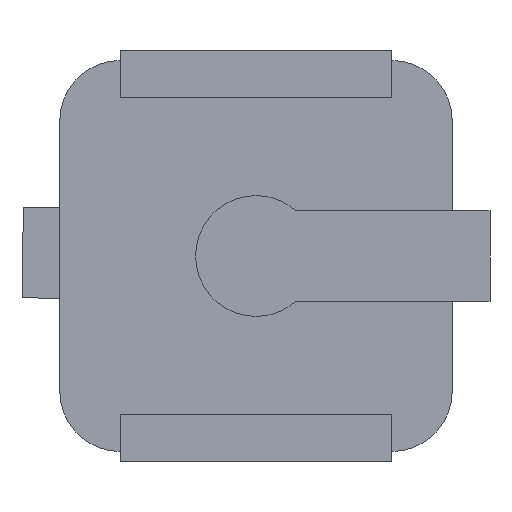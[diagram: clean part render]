
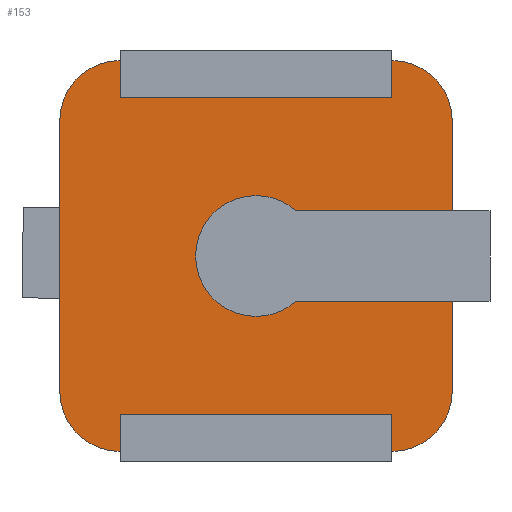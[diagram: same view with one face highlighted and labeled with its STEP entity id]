
A CAD part, front view. The second image highlights one B-rep face of the part: STEP entity #153.
In plain terms, the highlighted planar face has unit normal (0, -1, 0).
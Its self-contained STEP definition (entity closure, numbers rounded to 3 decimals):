
#94 = EDGE_CURVE ( 'NONE', #448, #438, #1355, .T. ) ;
#98 = EDGE_CURVE ( 'NONE', #443, #448, #1372, .T. ) ;
#109 = EDGE_CURVE ( 'NONE', #435, #386, #607, .T. ) ;
#110 = EDGE_CURVE ( 'NONE', #387, #386, #608, .T. ) ;
#111 = EDGE_CURVE ( 'NONE', #385, #435, #1391, .T. ) ;
#112 = EDGE_CURVE ( 'NONE', #434, #385, #609, .T. ) ;
#113 = EDGE_CURVE ( 'NONE', #392, #434, #610, .T. ) ;
#114 = EDGE_CURVE ( 'NONE', #401, #392, #611, .T. ) ;
#116 = EDGE_CURVE ( 'NONE', #389, #401, #1394, .T. ) ;
#117 = EDGE_CURVE ( 'NONE', #407, #393, #1389, .T. ) ;
#119 = EDGE_CURVE ( 'NONE', #393, #389, #614, .T. ) ;
#120 = EDGE_CURVE ( 'NONE', #394, #407, #615, .T. ) ;
#121 = EDGE_CURVE ( 'NONE', #396, #394, #616, .T. ) ;
#122 = EDGE_CURVE ( 'NONE', #396, #391, #617, .T. ) ;
#123 = EDGE_CURVE ( 'NONE', #390, #391, #1402, .T. ) ;
#124 = EDGE_CURVE ( 'NONE', #400, #390, #618, .T. ) ;
#125 = EDGE_CURVE ( 'NONE', #438, #400, #619, .T. ) ;
#126 = EDGE_CURVE ( 'NONE', #387, #443, #1410, .T. ) ;
#153 = ADVANCED_FACE ( 'NONE', ( #641 ), #1052, .T. ) ;
#376 = EDGE_LOOP ( 'NONE', ( #473, #475, #474, #476, #477, #478, #479, #480, #481, #482, #483, #484, #485, #486, #487, #488, #490, #489 ) ) ;
#385 = VERTEX_POINT ( 'NONE', #1201 ) ;
#386 = VERTEX_POINT ( 'NONE', #1202 ) ;
#387 = VERTEX_POINT ( 'NONE', #1197 ) ;
#389 = VERTEX_POINT ( 'NONE', #1206 ) ;
#390 = VERTEX_POINT ( 'NONE', #1242 ) ;
#391 = VERTEX_POINT ( 'NONE', #1213 ) ;
#392 = VERTEX_POINT ( 'NONE', #1208 ) ;
#393 = VERTEX_POINT ( 'NONE', #1209 ) ;
#394 = VERTEX_POINT ( 'NONE', #1210 ) ;
#396 = VERTEX_POINT ( 'NONE', #1205 ) ;
#400 = VERTEX_POINT ( 'NONE', #1212 ) ;
#401 = VERTEX_POINT ( 'NONE', #1216 ) ;
#407 = VERTEX_POINT ( 'NONE', #1222 ) ;
#434 = VERTEX_POINT ( 'NONE', #1250 ) ;
#435 = VERTEX_POINT ( 'NONE', #1260 ) ;
#438 = VERTEX_POINT ( 'NONE', #1253 ) ;
#443 = VERTEX_POINT ( 'NONE', #1259 ) ;
#448 = VERTEX_POINT ( 'NONE', #1263 ) ;
#473 = ORIENTED_EDGE ( 'NONE', *, *, #110, .T. ) ;
#474 = ORIENTED_EDGE ( 'NONE', *, *, #111, .F. ) ;
#475 = ORIENTED_EDGE ( 'NONE', *, *, #109, .F. ) ;
#476 = ORIENTED_EDGE ( 'NONE', *, *, #112, .F. ) ;
#477 = ORIENTED_EDGE ( 'NONE', *, *, #113, .F. ) ;
#478 = ORIENTED_EDGE ( 'NONE', *, *, #114, .F. ) ;
#479 = ORIENTED_EDGE ( 'NONE', *, *, #116, .F. ) ;
#480 = ORIENTED_EDGE ( 'NONE', *, *, #119, .F. ) ;
#481 = ORIENTED_EDGE ( 'NONE', *, *, #117, .F. ) ;
#482 = ORIENTED_EDGE ( 'NONE', *, *, #120, .F. ) ;
#483 = ORIENTED_EDGE ( 'NONE', *, *, #121, .F. ) ;
#484 = ORIENTED_EDGE ( 'NONE', *, *, #122, .T. ) ;
#485 = ORIENTED_EDGE ( 'NONE', *, *, #123, .F. ) ;
#486 = ORIENTED_EDGE ( 'NONE', *, *, #124, .F. ) ;
#487 = ORIENTED_EDGE ( 'NONE', *, *, #125, .F. ) ;
#488 = ORIENTED_EDGE ( 'NONE', *, *, #94, .F. ) ;
#489 = ORIENTED_EDGE ( 'NONE', *, *, #126, .F. ) ;
#490 = ORIENTED_EDGE ( 'NONE', *, *, #98, .F. ) ;
#607 = LINE ( 'NONE', #936, #1390 ) ;
#608 = LINE ( 'NONE', #939, #1392 ) ;
#609 = LINE ( 'NONE', #937, #1395 ) ;
#610 = LINE ( 'NONE', #945, #1396 ) ;
#611 = LINE ( 'NONE', #947, #1397 ) ;
#614 = LINE ( 'NONE', #962, #1404 ) ;
#615 = LINE ( 'NONE', #959, #1405 ) ;
#616 = LINE ( 'NONE', #964, #1406 ) ;
#617 = LINE ( 'NONE', #968, #1408 ) ;
#618 = LINE ( 'NONE', #971, #1411 ) ;
#619 = LINE ( 'NONE', #973, #1413 ) ;
#641 = FACE_OUTER_BOUND ( 'NONE', #376, .T. ) ;
#899 = DIRECTION ( 'NONE',  ( 0., 0., -1. ) ) ;
#900 = CARTESIAN_POINT ( 'NONE',  ( 0., 0., 0. ) ) ;
#907 = DIRECTION ( 'NONE',  ( 0., -1., 0. ) ) ;
#909 = CARTESIAN_POINT ( 'NONE',  ( 0., 0., 0. ) ) ;
#910 = DIRECTION ( 'NONE',  ( 0., -1., 0. ) ) ;
#911 = DIRECTION ( 'NONE',  ( 0., 0., -1. ) ) ;
#931 = DIRECTION ( 'NONE',  ( 0., 0., -1. ) ) ;
#936 = CARTESIAN_POINT ( 'NONE',  ( 1.3, 0., 0.895 ) ) ;
#937 = CARTESIAN_POINT ( 'NONE',  ( 0.9, 0., 1.364 ) ) ;
#939 = CARTESIAN_POINT ( 'NONE',  ( 0., 0., 0.3 ) ) ;
#940 = DIRECTION ( 'NONE',  ( 1., 0., 0. ) ) ;
#941 = CARTESIAN_POINT ( 'NONE',  ( 0.9, 0., 0.895 ) ) ;
#942 = DIRECTION ( 'NONE',  ( 0., 1., 0. ) ) ;
#943 = DIRECTION ( 'NONE',  ( 0., 0., -1. ) ) ;
#945 = CARTESIAN_POINT ( 'NONE',  ( -0.9, 0., 1.05 ) ) ;
#946 = DIRECTION ( 'NONE',  ( 1., 0., 0. ) ) ;
#947 = CARTESIAN_POINT ( 'NONE',  ( -0.9, 0., 1.364 ) ) ;
#948 = DIRECTION ( 'NONE',  ( 0., 0., -1. ) ) ;
#950 = DIRECTION ( 'NONE',  ( 0., 0., 1. ) ) ;
#951 = DIRECTION ( 'NONE',  ( 0., 1., 0. ) ) ;
#953 = CARTESIAN_POINT ( 'NONE',  ( -0.9, 0., 0.895 ) ) ;
#954 = DIRECTION ( 'NONE',  ( 0., 1., 0. ) ) ;
#955 = DIRECTION ( 'NONE',  ( 0., 0., 1. ) ) ;
#956 = CARTESIAN_POINT ( 'NONE',  ( -0.9, 0., -0.895 ) ) ;
#958 = DIRECTION ( 'NONE',  ( 0., 0., -1. ) ) ;
#959 = CARTESIAN_POINT ( 'NONE',  ( -0.9, 0., -1.05 ) ) ;
#962 = CARTESIAN_POINT ( 'NONE',  ( -1.3, 0., 0.895 ) ) ;
#963 = DIRECTION ( 'NONE',  ( 0., 0., 1. ) ) ;
#964 = CARTESIAN_POINT ( 'NONE',  ( -0.9, 0., -1.05 ) ) ;
#965 = DIRECTION ( 'NONE',  ( 0., 0., -1. ) ) ;
#966 = CARTESIAN_POINT ( 'NONE',  ( 0.9, 0., -0.895 ) ) ;
#967 = DIRECTION ( 'NONE',  ( -1., 0., 0. ) ) ;
#968 = CARTESIAN_POINT ( 'NONE',  ( 0.9, 0., 0.895 ) ) ;
#969 = DIRECTION ( 'NONE',  ( 0., 0., -1. ) ) ;
#970 = DIRECTION ( 'NONE',  ( 0., 1., 0. ) ) ;
#971 = CARTESIAN_POINT ( 'NONE',  ( 1.3, 0., 0.895 ) ) ;
#972 = DIRECTION ( 'NONE',  ( 0., 0., -1. ) ) ;
#973 = CARTESIAN_POINT ( 'NONE',  ( 0., 0., -0.3 ) ) ;
#974 = DIRECTION ( 'NONE',  ( 1., 0., 0. ) ) ;
#975 = DIRECTION ( 'NONE',  ( 0., 0., -1. ) ) ;
#976 = CARTESIAN_POINT ( 'NONE',  ( 0., 0., 0. ) ) ;
#978 = DIRECTION ( 'NONE',  ( 0., 0., -1. ) ) ;
#985 = DIRECTION ( 'NONE',  ( 0., -1., 0. ) ) ;
#1049 = DIRECTION ( 'NONE',  ( 0., 0., -1. ) ) ;
#1052 = PLANE ( 'NONE',  #1448 ) ;
#1053 = CARTESIAN_POINT ( 'NONE',  ( 0.9, 0., 0.895 ) ) ;
#1054 = DIRECTION ( 'NONE',  ( 0., -1., 0. ) ) ;
#1197 = CARTESIAN_POINT ( 'NONE',  ( 0.265, 0., 0.3 ) ) ;
#1201 = CARTESIAN_POINT ( 'NONE',  ( 0.9, 0., 1.295 ) ) ;
#1202 = CARTESIAN_POINT ( 'NONE',  ( 1.3, 0., 0.3 ) ) ;
#1205 = CARTESIAN_POINT ( 'NONE',  ( 0.9, 0., -1.05 ) ) ;
#1206 = CARTESIAN_POINT ( 'NONE',  ( -1.3, 0., 0.895 ) ) ;
#1208 = CARTESIAN_POINT ( 'NONE',  ( -0.9, 0., 1.05 ) ) ;
#1209 = CARTESIAN_POINT ( 'NONE',  ( -1.3, 0., -0.895 ) ) ;
#1210 = CARTESIAN_POINT ( 'NONE',  ( -0.9, 0., -1.05 ) ) ;
#1212 = CARTESIAN_POINT ( 'NONE',  ( 1.3, 0., -0.3 ) ) ;
#1213 = CARTESIAN_POINT ( 'NONE',  ( 0.9, 0., -1.295 ) ) ;
#1216 = CARTESIAN_POINT ( 'NONE',  ( -0.9, 0., 1.295 ) ) ;
#1222 = CARTESIAN_POINT ( 'NONE',  ( -0.9, 0., -1.295 ) ) ;
#1242 = CARTESIAN_POINT ( 'NONE',  ( 1.3, 0., -0.895 ) ) ;
#1250 = CARTESIAN_POINT ( 'NONE',  ( 0.9, 0., 1.05 ) ) ;
#1253 = CARTESIAN_POINT ( 'NONE',  ( 0.265, 0., -0.3 ) ) ;
#1259 = CARTESIAN_POINT ( 'NONE',  ( 0., 0., 0.4 ) ) ;
#1260 = CARTESIAN_POINT ( 'NONE',  ( 1.3, 0., 0.895 ) ) ;
#1263 = CARTESIAN_POINT ( 'NONE',  ( 0., 0., -0.4 ) ) ;
#1355 = CIRCLE ( 'NONE', #1369, 0.4 ) ;
#1369 = AXIS2_PLACEMENT_3D ( 'NONE', #900, #907, #899 ) ;
#1372 = CIRCLE ( 'NONE', #1374, 0.4 ) ;
#1374 = AXIS2_PLACEMENT_3D ( 'NONE', #909, #910, #911 ) ;
#1389 = CIRCLE ( 'NONE', #1401, 0.4 ) ;
#1390 = VECTOR ( 'NONE', #931, 1000. ) ;
#1391 = CIRCLE ( 'NONE', #1393, 0.4 ) ;
#1392 = VECTOR ( 'NONE', #940, 1000. ) ;
#1393 = AXIS2_PLACEMENT_3D ( 'NONE', #941, #942, #943 ) ;
#1394 = CIRCLE ( 'NONE', #1400, 0.4 ) ;
#1395 = VECTOR ( 'NONE', #950, 1000. ) ;
#1396 = VECTOR ( 'NONE', #946, 1000. ) ;
#1397 = VECTOR ( 'NONE', #948, 1000. ) ;
#1400 = AXIS2_PLACEMENT_3D ( 'NONE', #953, #954, #955 ) ;
#1401 = AXIS2_PLACEMENT_3D ( 'NONE', #956, #951, #958 ) ;
#1402 = CIRCLE ( 'NONE', #1409, 0.4 ) ;
#1404 = VECTOR ( 'NONE', #963, 1000. ) ;
#1405 = VECTOR ( 'NONE', #965, 1000. ) ;
#1406 = VECTOR ( 'NONE', #967, 1000. ) ;
#1408 = VECTOR ( 'NONE', #969, 1000. ) ;
#1409 = AXIS2_PLACEMENT_3D ( 'NONE', #966, #970, #978 ) ;
#1410 = CIRCLE ( 'NONE', #1414, 0.4 ) ;
#1411 = VECTOR ( 'NONE', #972, 1000. ) ;
#1413 = VECTOR ( 'NONE', #974, 1000. ) ;
#1414 = AXIS2_PLACEMENT_3D ( 'NONE', #976, #985, #975 ) ;
#1448 = AXIS2_PLACEMENT_3D ( 'NONE', #1053, #1054, #1049 ) ;
